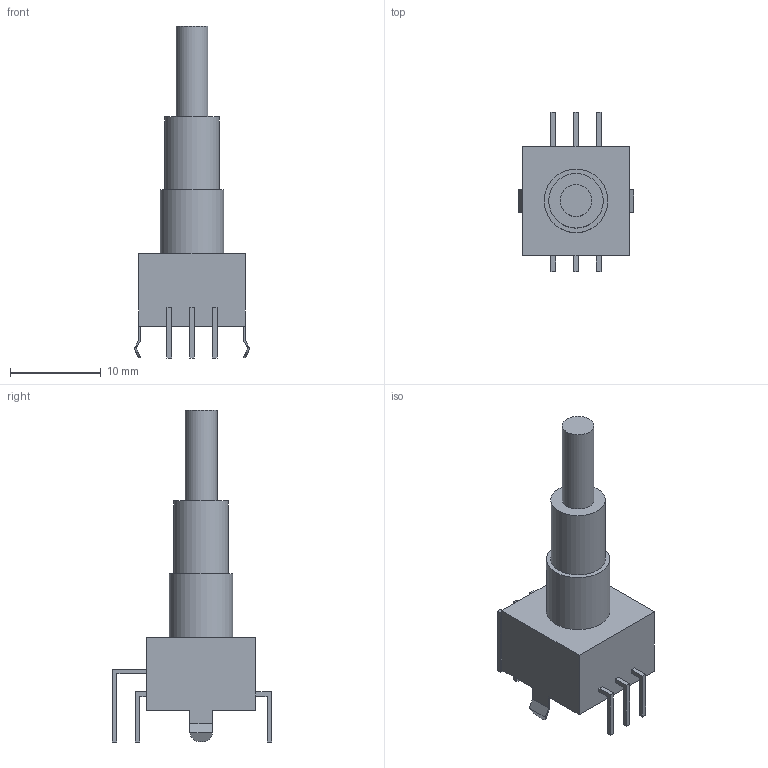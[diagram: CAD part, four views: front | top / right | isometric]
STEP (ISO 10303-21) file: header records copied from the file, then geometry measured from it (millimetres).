
FILE_DESCRIPTION( ( '' ), ' ' );
FILE_NAME( '59d5b7a7d38c8f0f7b98dcae.step', '2017-10-05T04:40:07', ( '' ), ( '' ), ' ', ' ', ' ' );
FILE_SCHEMA( ( 'AUTOMOTIVE_DESIGN { 1 0 10303 214 1 1 1 1 }' ) );
Length unit declared in the file: metre
Products named in the file (1): Open CASCADE STEP translator 6.8 1
Bounding box: 12.7 x 17.5 x 36.5 mm (x, y, z)
Volume: 1736.6 mm3; surface area: 1256.9 mm2
Topology: 1 solids, 1 shells, 91 faces, 231 edges, 154 vertices
Faces by surface type: plane 86, cylinder 5
Full cylindrical faces by diameter (mm): 3.5 x1, 6 x1, 7 x1
Entity records: 4568 total; most frequent: CARTESIAN_POINT 486, ORIENTED_EDGE 456, DIRECTION 422, STYLED_ITEM 319, PRESENTATION_STYLE_ASSIGNMENT 319, COLOUR_RGB 319, EDGE_CURVE 228, CURVE_STYLE 228
